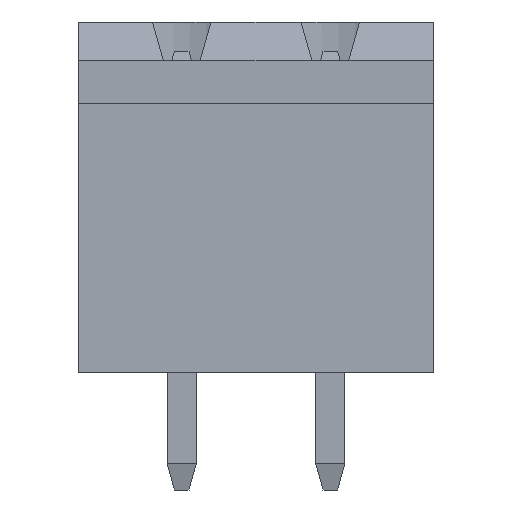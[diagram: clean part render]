
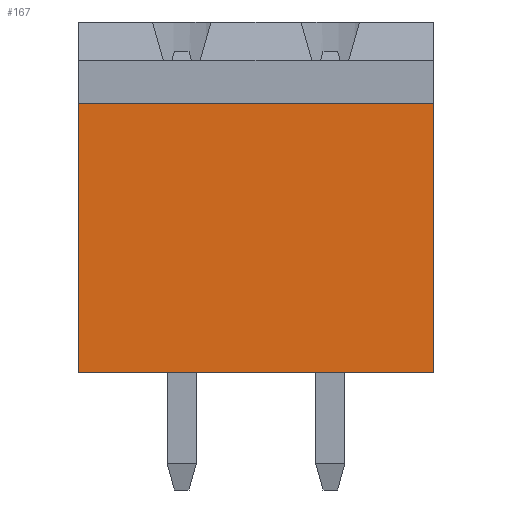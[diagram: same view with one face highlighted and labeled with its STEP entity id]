
A CAD part, front view. The second image highlights one B-rep face of the part: STEP entity #167.
In plain terms, the highlighted planar face has unit normal (0, -1, 0).
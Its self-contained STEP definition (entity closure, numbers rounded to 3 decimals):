
#167=ADVANCED_FACE('',(#427),#428,.T.);
#427=FACE_OUTER_BOUND('',#785,.T.);
#428=PLANE('',#786);
#785=EDGE_LOOP('',(#1220,#1221,#1222,#1223));
#786=AXIS2_PLACEMENT_3D('',#1224,#1225,#1226);
#1220=ORIENTED_EDGE('',*,*,#2209,.F.);
#1221=ORIENTED_EDGE('',*,*,#2221,.F.);
#1222=ORIENTED_EDGE('',*,*,#2200,.T.);
#1223=ORIENTED_EDGE('',*,*,#2219,.T.);
#1224=CARTESIAN_POINT('',(6.08,-4.05,-6.0));
#1225=DIRECTION('',(0.0,-1.0,0.0));
#1226=DIRECTION('',(0.0,0.0,-1.0));
#2200=EDGE_CURVE('',#2662,#2660,#2663,.T.);
#2209=EDGE_CURVE('',#2677,#2679,#2680,.T.);
#2219=EDGE_CURVE('',#2660,#2679,#2693,.T.);
#2221=EDGE_CURVE('',#2662,#2677,#2695,.T.);
#2660=VERTEX_POINT('',#3302);
#2662=VERTEX_POINT('',#3305);
#2663=LINE('',#3306,#3307);
#2677=VERTEX_POINT('',#3327);
#2679=VERTEX_POINT('',#3330);
#2680=LINE('',#3331,#3332);
#2693=LINE('',#3352,#3353);
#2695=LINE('',#3355,#3356);
#3302=CARTESIAN_POINT('',(6.08,-4.05,3.2));
#3305=CARTESIAN_POINT('',(6.08,-4.05,-6.0));
#3306=CARTESIAN_POINT('',(6.08,-4.05,-6.0));
#3307=VECTOR('',#4097,1000.0);
#3327=CARTESIAN_POINT('',(-6.08,-4.05,-6.0));
#3330=CARTESIAN_POINT('',(-6.08,-4.05,3.2));
#3331=CARTESIAN_POINT('',(-6.08,-4.05,-6.0));
#3332=VECTOR('',#4105,1000.0);
#3352=CARTESIAN_POINT('',(6.08,-4.05,3.2));
#3353=VECTOR('',#4113,1000.0);
#3355=CARTESIAN_POINT('',(6.08,-4.05,-6.0));
#3356=VECTOR('',#4114,1000.0);
#4097=DIRECTION('',(0.0,0.0,1.0));
#4105=DIRECTION('',(0.0,0.0,1.0));
#4113=DIRECTION('',(-1.0,0.0,0.0));
#4114=DIRECTION('',(-1.0,0.0,0.0));
